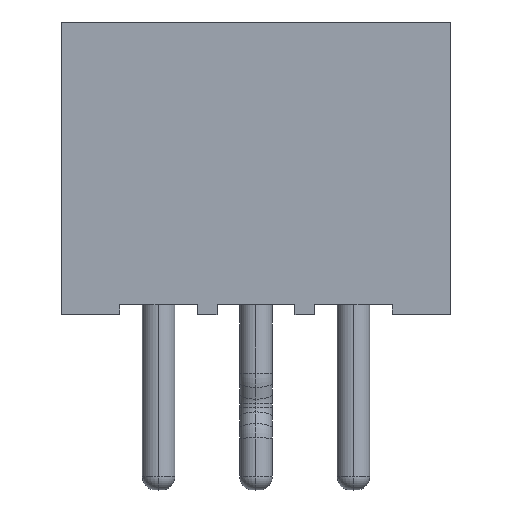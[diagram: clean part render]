
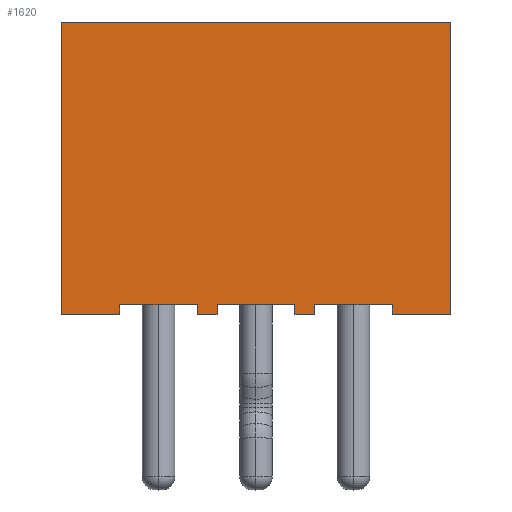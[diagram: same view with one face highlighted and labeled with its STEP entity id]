
A CAD part, top view. The second image highlights one B-rep face of the part: STEP entity #1620.
In plain terms, the highlighted planar face has unit normal (0, 0, 1).
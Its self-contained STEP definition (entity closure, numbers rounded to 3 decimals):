
#34 = LINE ( 'NONE', #1309, #595 ) ;
#42 = VECTOR ( 'NONE', #819, 1000. ) ;
#56 = VECTOR ( 'NONE', #928, 1000. ) ;
#93 = VERTEX_POINT ( 'NONE', #1208 ) ;
#149 = VECTOR ( 'NONE', #1493, 1000. ) ;
#165 = ORIENTED_EDGE ( 'NONE', *, *, #1843, .T. ) ;
#201 = ORIENTED_EDGE ( 'NONE', *, *, #383, .F. ) ;
#205 = EDGE_CURVE ( 'NONE', #2071, #2626, #956, .T. ) ;
#209 = FACE_OUTER_BOUND ( 'NONE', #2714, .T. ) ;
#224 = CARTESIAN_POINT ( 'NONE',  ( 0.6, 0.15, 1.75 ) ) ;
#231 = ORIENTED_EDGE ( 'NONE', *, *, #1406, .T. ) ;
#242 = CARTESIAN_POINT ( 'NONE',  ( -3., 0.15, 1.75 ) ) ;
#246 = CARTESIAN_POINT ( 'NONE',  ( 2.1, 4.5, 1.75 ) ) ;
#247 = EDGE_CURVE ( 'NONE', #498, #1248, #1430, .T. ) ;
#332 = VERTEX_POINT ( 'NONE', #746 ) ;
#383 = EDGE_CURVE ( 'NONE', #1248, #2595, #630, .T. ) ;
#407 = AXIS2_PLACEMENT_3D ( 'NONE', #1703, #2338, #1074 ) ;
#416 = CARTESIAN_POINT ( 'NONE',  ( -0.9, 0.15, 1.75 ) ) ;
#451 = CARTESIAN_POINT ( 'NONE',  ( 0.9, 0.15, 1.75 ) ) ;
#486 = EDGE_CURVE ( 'NONE', #1307, #332, #1910, .T. ) ;
#498 = VERTEX_POINT ( 'NONE', #2235 ) ;
#504 = VERTEX_POINT ( 'NONE', #1641 ) ;
#526 = VECTOR ( 'NONE', #843, 1000. ) ;
#593 = CARTESIAN_POINT ( 'NONE',  ( -0.6, 4.5, 1.75 ) ) ;
#595 = VECTOR ( 'NONE', #1517, 1000. ) ;
#596 = VECTOR ( 'NONE', #1813, 1000. ) ;
#630 = LINE ( 'NONE', #1954, #2482 ) ;
#669 = VERTEX_POINT ( 'NONE', #1532 ) ;
#680 = CARTESIAN_POINT ( 'NONE',  ( -2.1, 0., 1.75 ) ) ;
#701 = ORIENTED_EDGE ( 'NONE', *, *, #1287, .T. ) ;
#722 = LINE ( 'NONE', #761, #56 ) ;
#746 = CARTESIAN_POINT ( 'NONE',  ( -2.1, 0.15, 1.75 ) ) ;
#760 = CARTESIAN_POINT ( 'NONE',  ( -3., 4.5, 1.75 ) ) ;
#761 = CARTESIAN_POINT ( 'NONE',  ( -3., 0., 1.75 ) ) ;
#791 = VECTOR ( 'NONE', #2689, 1000. ) ;
#796 = CARTESIAN_POINT ( 'NONE',  ( -0.9, 0., 1.75 ) ) ;
#806 = LINE ( 'NONE', #1429, #791 ) ;
#808 = EDGE_CURVE ( 'NONE', #2626, #1463, #806, .T. ) ;
#819 = DIRECTION ( 'NONE',  ( 1., 0., 0. ) ) ;
#831 = CARTESIAN_POINT ( 'NONE',  ( 0.6, 4.5, 1.75 ) ) ;
#834 = ORIENTED_EDGE ( 'NONE', *, *, #2557, .T. ) ;
#843 = DIRECTION ( 'NONE',  ( 1., 0., 0. ) ) ;
#858 = PLANE ( 'NONE',  #407 ) ;
#889 = VECTOR ( 'NONE', #1284, 1000. ) ;
#900 = VECTOR ( 'NONE', #1706, 1000. ) ;
#928 = DIRECTION ( 'NONE',  ( 1., 0., 0. ) ) ;
#954 = EDGE_CURVE ( 'NONE', #2028, #93, #1312, .T. ) ;
#956 = LINE ( 'NONE', #1375, #1475 ) ;
#982 = LINE ( 'NONE', #1354, #596 ) ;
#993 = DIRECTION ( 'NONE',  ( 0., -1., 0. ) ) ;
#1029 = CARTESIAN_POINT ( 'NONE',  ( -3., 0., 1.75 ) ) ;
#1074 = DIRECTION ( 'NONE',  ( -1., 0., 0. ) ) ;
#1159 = LINE ( 'NONE', #2673, #149 ) ;
#1205 = ORIENTED_EDGE ( 'NONE', *, *, #1589, .T. ) ;
#1208 = CARTESIAN_POINT ( 'NONE',  ( 2.1, 0., 1.75 ) ) ;
#1209 = DIRECTION ( 'NONE',  ( 0., 1., 0. ) ) ;
#1248 = VERTEX_POINT ( 'NONE', #1632 ) ;
#1284 = DIRECTION ( 'NONE',  ( 0., 1., 0. ) ) ;
#1287 = EDGE_CURVE ( 'NONE', #93, #2595, #1857, .T. ) ;
#1298 = EDGE_CURVE ( 'NONE', #498, #1588, #34, .T. ) ;
#1303 = VERTEX_POINT ( 'NONE', #224 ) ;
#1307 = VERTEX_POINT ( 'NONE', #680 ) ;
#1309 = CARTESIAN_POINT ( 'NONE',  ( -3., 4.5, 1.75 ) ) ;
#1312 = LINE ( 'NONE', #246, #1705 ) ;
#1326 = EDGE_CURVE ( 'NONE', #2196, #669, #1751, .T. ) ;
#1354 = CARTESIAN_POINT ( 'NONE',  ( -3., 0.15, 1.75 ) ) ;
#1357 = ORIENTED_EDGE ( 'NONE', *, *, #2313, .T. ) ;
#1373 = ORIENTED_EDGE ( 'NONE', *, *, #486, .T. ) ;
#1375 = CARTESIAN_POINT ( 'NONE',  ( -0.9, 4.5, 1.75 ) ) ;
#1406 = EDGE_CURVE ( 'NONE', #1630, #2028, #982, .T. ) ;
#1429 = CARTESIAN_POINT ( 'NONE',  ( -3., 0., 1.75 ) ) ;
#1430 = LINE ( 'NONE', #760, #1557 ) ;
#1435 = CARTESIAN_POINT ( 'NONE',  ( 3., 0., 1.75 ) ) ;
#1463 = VERTEX_POINT ( 'NONE', #2640 ) ;
#1475 = VECTOR ( 'NONE', #1945, 1000. ) ;
#1485 = DIRECTION ( 'NONE',  ( 1., 0., 0. ) ) ;
#1493 = DIRECTION ( 'NONE',  ( 0., 1., 0. ) ) ;
#1504 = CARTESIAN_POINT ( 'NONE',  ( -3., 0., 1.75 ) ) ;
#1511 = EDGE_CURVE ( 'NONE', #1463, #504, #2679, .T. ) ;
#1517 = DIRECTION ( 'NONE',  ( 0., -1., 0. ) ) ;
#1532 = CARTESIAN_POINT ( 'NONE',  ( 0.9, 0., 1.75 ) ) ;
#1557 = VECTOR ( 'NONE', #2016, 1000. ) ;
#1588 = VERTEX_POINT ( 'NONE', #1029 ) ;
#1589 = EDGE_CURVE ( 'NONE', #332, #2071, #1853, .T. ) ;
#1608 = VECTOR ( 'NONE', #1485, 1000. ) ;
#1620 = ADVANCED_FACE ( 'NONE', ( #209 ), #858, .F. ) ;
#1630 = VERTEX_POINT ( 'NONE', #451 ) ;
#1632 = CARTESIAN_POINT ( 'NONE',  ( 3., 4.5, 1.75 ) ) ;
#1641 = CARTESIAN_POINT ( 'NONE',  ( -0.6, 0.15, 1.75 ) ) ;
#1676 = ORIENTED_EDGE ( 'NONE', *, *, #954, .T. ) ;
#1677 = LINE ( 'NONE', #1868, #526 ) ;
#1700 = DIRECTION ( 'NONE',  ( 0., -1., 0. ) ) ;
#1703 = CARTESIAN_POINT ( 'NONE',  ( -3., 4.5, 1.75 ) ) ;
#1705 = VECTOR ( 'NONE', #1956, 1000. ) ;
#1706 = DIRECTION ( 'NONE',  ( 1., 0., 0. ) ) ;
#1751 = LINE ( 'NONE', #1504, #900 ) ;
#1752 = ORIENTED_EDGE ( 'NONE', *, *, #1961, .T. ) ;
#1813 = DIRECTION ( 'NONE',  ( 1., 0., 0. ) ) ;
#1842 = ORIENTED_EDGE ( 'NONE', *, *, #205, .T. ) ;
#1843 = EDGE_CURVE ( 'NONE', #1303, #2196, #2728, .T. ) ;
#1853 = LINE ( 'NONE', #242, #1608 ) ;
#1857 = LINE ( 'NONE', #2715, #42 ) ;
#1868 = CARTESIAN_POINT ( 'NONE',  ( -3., 0.15, 1.75 ) ) ;
#1896 = ORIENTED_EDGE ( 'NONE', *, *, #1298, .T. ) ;
#1910 = LINE ( 'NONE', #2380, #889 ) ;
#1945 = DIRECTION ( 'NONE',  ( 0., -1., 0. ) ) ;
#1954 = CARTESIAN_POINT ( 'NONE',  ( 3., 4.5, 1.75 ) ) ;
#1956 = DIRECTION ( 'NONE',  ( 0., -1., 0. ) ) ;
#1961 = EDGE_CURVE ( 'NONE', #1588, #1307, #722, .T. ) ;
#2016 = DIRECTION ( 'NONE',  ( 1., 0., 0. ) ) ;
#2028 = VERTEX_POINT ( 'NONE', #2092 ) ;
#2071 = VERTEX_POINT ( 'NONE', #416 ) ;
#2092 = CARTESIAN_POINT ( 'NONE',  ( 2.1, 0.15, 1.75 ) ) ;
#2109 = ORIENTED_EDGE ( 'NONE', *, *, #1511, .T. ) ;
#2192 = VECTOR ( 'NONE', #993, 1000. ) ;
#2196 = VERTEX_POINT ( 'NONE', #2217 ) ;
#2217 = CARTESIAN_POINT ( 'NONE',  ( 0.6, 0., 1.75 ) ) ;
#2225 = ORIENTED_EDGE ( 'NONE', *, *, #247, .F. ) ;
#2235 = CARTESIAN_POINT ( 'NONE',  ( -3., 4.5, 1.75 ) ) ;
#2294 = ORIENTED_EDGE ( 'NONE', *, *, #1326, .T. ) ;
#2313 = EDGE_CURVE ( 'NONE', #669, #1630, #1159, .T. ) ;
#2338 = DIRECTION ( 'NONE',  ( 0., 0., -1. ) ) ;
#2380 = CARTESIAN_POINT ( 'NONE',  ( -2.1, 4.5, 1.75 ) ) ;
#2448 = VECTOR ( 'NONE', #1209, 1000. ) ;
#2482 = VECTOR ( 'NONE', #1700, 1000. ) ;
#2515 = ORIENTED_EDGE ( 'NONE', *, *, #808, .T. ) ;
#2557 = EDGE_CURVE ( 'NONE', #504, #1303, #1677, .T. ) ;
#2595 = VERTEX_POINT ( 'NONE', #1435 ) ;
#2626 = VERTEX_POINT ( 'NONE', #796 ) ;
#2640 = CARTESIAN_POINT ( 'NONE',  ( -0.6, 0., 1.75 ) ) ;
#2673 = CARTESIAN_POINT ( 'NONE',  ( 0.9, 4.5, 1.75 ) ) ;
#2679 = LINE ( 'NONE', #593, #2448 ) ;
#2689 = DIRECTION ( 'NONE',  ( 1., 0., 0. ) ) ;
#2714 = EDGE_LOOP ( 'NONE', ( #1752, #1373, #1205, #1842, #2515, #2109, #834, #165, #2294, #1357, #231, #1676, #701, #201, #2225, #1896 ) ) ;
#2715 = CARTESIAN_POINT ( 'NONE',  ( -3., 0., 1.75 ) ) ;
#2728 = LINE ( 'NONE', #831, #2192 ) ;
